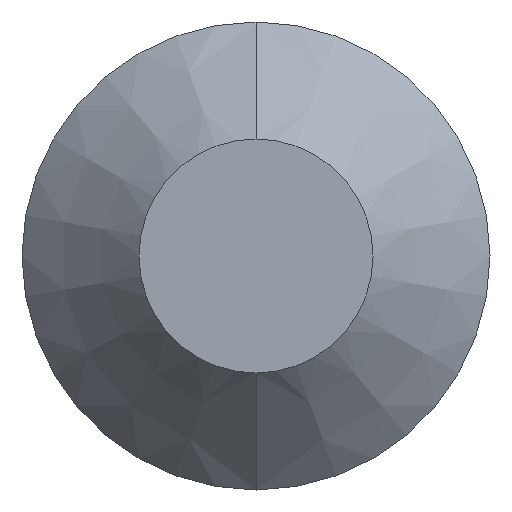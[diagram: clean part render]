
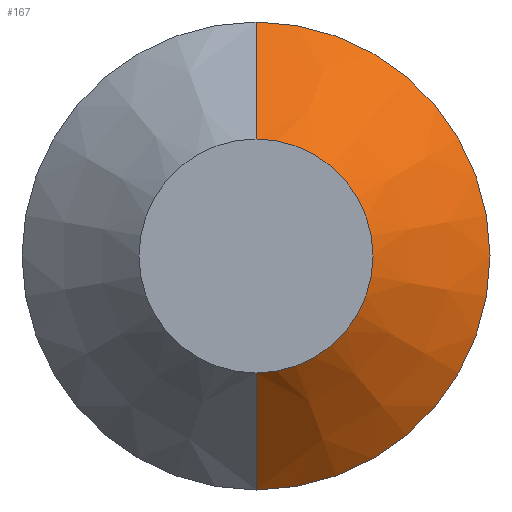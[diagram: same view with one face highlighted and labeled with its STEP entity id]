
A CAD part, front view. The second image highlights one B-rep face of the part: STEP entity #167.
In plain terms, the highlighted conical face has half-angle 45 degrees and reference radius 0.5 mm.
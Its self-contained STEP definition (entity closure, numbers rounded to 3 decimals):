
#3 = EDGE_LOOP ( 'NONE', ( #104, #192, #330, #217 ) ) ;
#9 = CARTESIAN_POINT ( 'NONE',  ( 0., -7., 0. ) ) ;
#11 = CARTESIAN_POINT ( 'NONE',  ( 0., -6.5, -1. ) ) ;
#35 = CARTESIAN_POINT ( 'NONE',  ( 0., -7., 0. ) ) ;
#36 = EDGE_CURVE ( 'NONE', #70, #94, #137, .T. ) ;
#38 = DIRECTION ( 'NONE',  ( 0., 0.707, 0.707 ) ) ;
#52 = VERTEX_POINT ( 'NONE', #234 ) ;
#58 = VECTOR ( 'NONE', #348, 1000. ) ;
#59 = CARTESIAN_POINT ( 'NONE',  ( 0., -7., 0.5 ) ) ;
#63 = DIRECTION ( 'NONE',  ( 0., 1., 0. ) ) ;
#69 = EDGE_CURVE ( 'NONE', #70, #52, #243, .T. ) ;
#70 = VERTEX_POINT ( 'NONE', #205 ) ;
#92 = EDGE_CURVE ( 'NONE', #52, #225, #222, .T. ) ;
#93 = CARTESIAN_POINT ( 'NONE',  ( 0., -7., -0.5 ) ) ;
#94 = VERTEX_POINT ( 'NONE', #120 ) ;
#104 = ORIENTED_EDGE ( 'NONE', *, *, #69, .T. ) ;
#120 = CARTESIAN_POINT ( 'NONE',  ( 0., -6.5, 1. ) ) ;
#137 = LINE ( 'NONE', #59, #155 ) ;
#144 = AXIS2_PLACEMENT_3D ( 'NONE', #179, #206, #239 ) ;
#155 = VECTOR ( 'NONE', #38, 1000. ) ;
#163 = CONICAL_SURFACE ( 'NONE', #229, 0.5, 0.785 ) ;
#167 = ADVANCED_FACE ( 'NONE', ( #183 ), #163, .T. ) ;
#176 = DIRECTION ( 'NONE',  ( 0., 1., 0. ) ) ;
#179 = CARTESIAN_POINT ( 'NONE',  ( 0., -6.5, 0. ) ) ;
#183 = FACE_OUTER_BOUND ( 'NONE', #3, .T. ) ;
#192 = ORIENTED_EDGE ( 'NONE', *, *, #92, .T. ) ;
#193 = AXIS2_PLACEMENT_3D ( 'NONE', #9, #176, #203 ) ;
#203 = DIRECTION ( 'NONE',  ( 0., 0., 1. ) ) ;
#205 = CARTESIAN_POINT ( 'NONE',  ( 0., -7., 0.5 ) ) ;
#206 = DIRECTION ( 'NONE',  ( 0., 1., 0. ) ) ;
#217 = ORIENTED_EDGE ( 'NONE', *, *, #36, .F. ) ;
#218 = CIRCLE ( 'NONE', #144, 1. ) ;
#222 = LINE ( 'NONE', #93, #58 ) ;
#225 = VERTEX_POINT ( 'NONE', #11 ) ;
#229 = AXIS2_PLACEMENT_3D ( 'NONE', #35, #63, #299 ) ;
#234 = CARTESIAN_POINT ( 'NONE',  ( 0., -7., -0.5 ) ) ;
#239 = DIRECTION ( 'NONE',  ( 0., 0., 1. ) ) ;
#243 = CIRCLE ( 'NONE', #193, 0.5 ) ;
#257 = EDGE_CURVE ( 'NONE', #94, #225, #218, .T. ) ;
#299 = DIRECTION ( 'NONE',  ( 0., 0., 1. ) ) ;
#330 = ORIENTED_EDGE ( 'NONE', *, *, #257, .F. ) ;
#348 = DIRECTION ( 'NONE',  ( 0., 0.707, -0.707 ) ) ;
